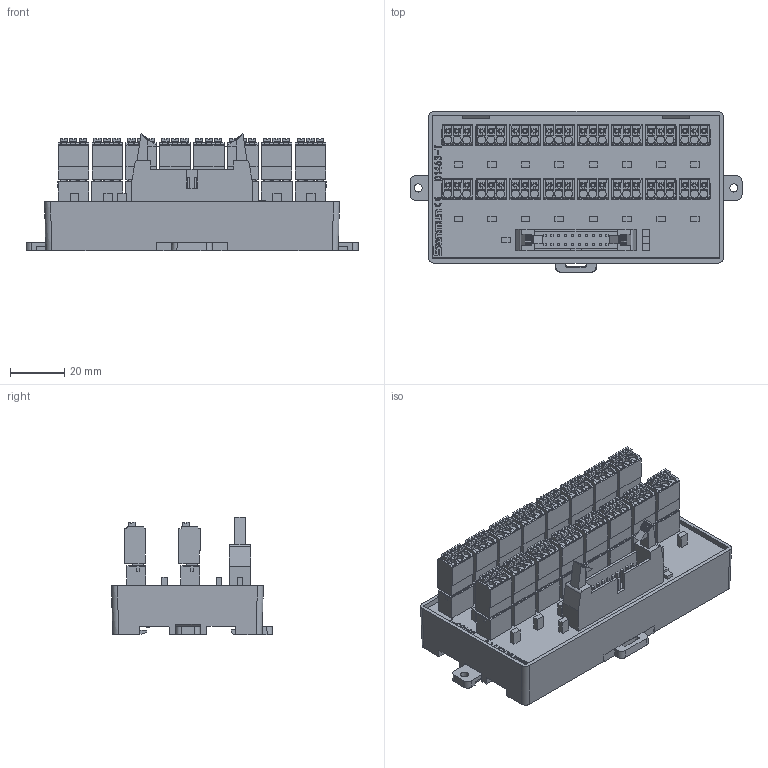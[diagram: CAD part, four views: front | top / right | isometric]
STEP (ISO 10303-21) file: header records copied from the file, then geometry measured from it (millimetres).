
FILE_DESCRIPTION(/* description */ (''),/* implementation_level */ '2;1');
FILE_NAME(/* name */ '',/* time_stamp */ '2025-09-02T17:56:47+08:00',/* author */ (''),/* organization */ (''),/* preprocessor_version */ 'ST-DEVELOPER v14',/* originating_system */ 'SIEMENS PLM Software NX 8.0',/* authorisation */ '');
FILE_SCHEMA (('AUTOMOTIVE_DESIGN { 1 0 10303 214 3 1 1 1 }'));
Products named in the file (1): Admi6370A8EAxqhi
Bounding box: 122.6 x 59.51 x 43.25 mm (x, y, z)
Volume: 122336.4 mm3; surface area: 54037.2 mm2
Topology: 3 solids, 51 shells, 5108 faces, 14508 edges, 9714 vertices
Faces by surface type: plane 4344, cylinder 525, cone 228, extrusion 9, bspline 2
Full cylindrical faces by diameter (mm): 3 x2
Entity records: 168976 total; most frequent: CARTESIAN_POINT 31870, ORIENTED_EDGE 29010, DIRECTION 26698, EDGE_CURVE 14505, VECTOR 11878, LINE 11869, VERTEX_POINT 9714, AXIS2_PLACEMENT_3D 7410
